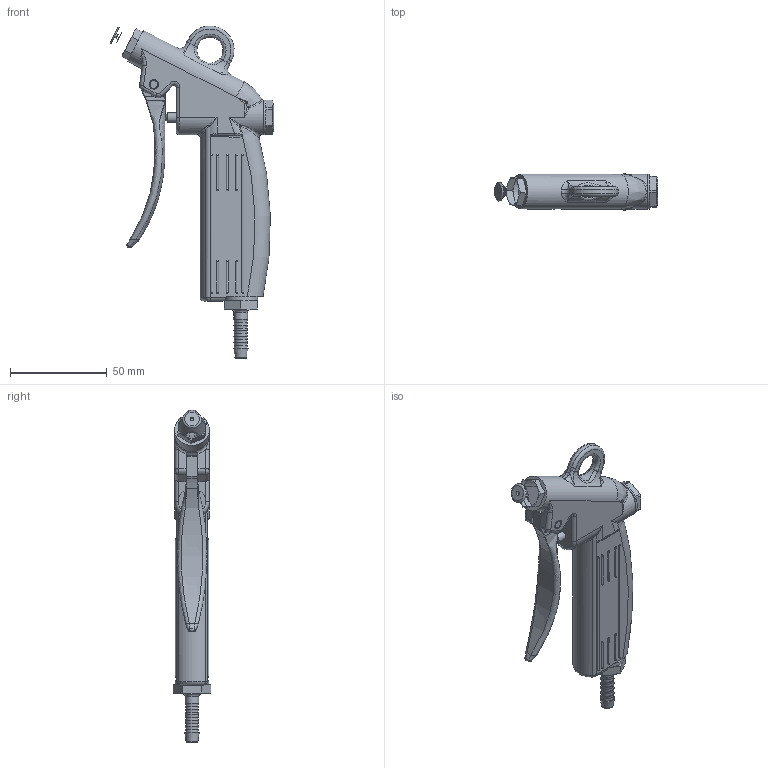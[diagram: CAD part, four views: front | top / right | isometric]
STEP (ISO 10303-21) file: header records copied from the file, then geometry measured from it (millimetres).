
FILE_DESCRIPTION(/* description */ (''),/* implementation_level */ '2;1');
FILE_NAME(/* name */ 'APN 6.stp',/* time_stamp */ '2023-03-23T09:47:16+01:00',/* author */ ('meier'),/* organization */ (''),/* preprocessor_version */ 'ST-DEVELOPER v18.1',/* originating_system */ 'Autodesk Inventor 2022',/* authorisation */ '0 mm^3');
FILE_SCHEMA (('AUTOMOTIVE_DESIGN { 1 0 10303 214 3 1 1 }'));
Length unit declared in the file: millimetre
Products named in the file (1): ENG-002725
Bounding box: 84.47 x 19.63 x 171.84 mm (x, y, z)
Volume: 85265.9 mm3; surface area: 22499 mm2
Topology: 1 solids, 3 shells, 422 faces, 1015 edges, 539 vertices
Faces by surface type: cylinder 119, plane 109, bspline 80, sphere 48, cone 39, torus 27
Full cylindrical faces by diameter (mm): 2 x1, 5 x5, 5.5 x1, 6.5 x5, 7 x1, 7.5 x1, 11.7 x1, 13.5 x1, 14 x1, 17.5 x1, 18 x2
Entity records: 16304 total; most frequent: CARTESIAN_POINT 6967, ORIENTED_EDGE 1848, DIRECTION 1809, EDGE_CURVE 924, AXIS2_PLACEMENT_3D 746, VERTEX_POINT 539, EDGE_LOOP 459, FACE_OUTER_BOUND 422
